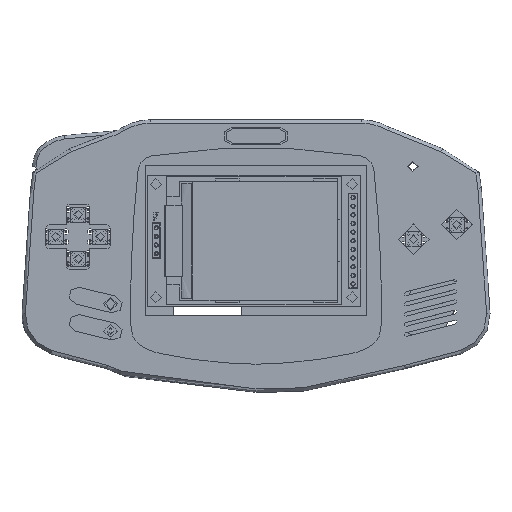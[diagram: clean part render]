
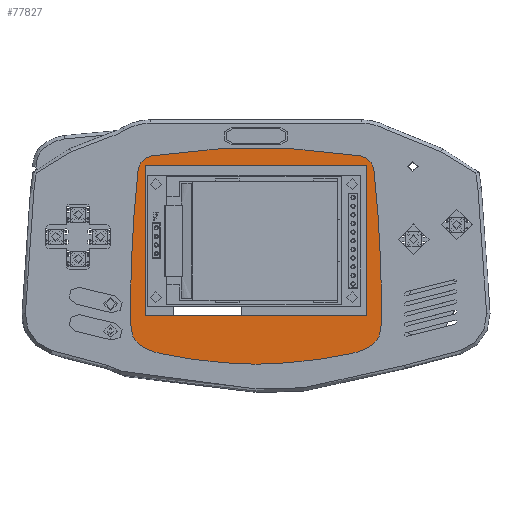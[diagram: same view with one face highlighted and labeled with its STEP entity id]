
A CAD part, top view. The second image highlights one B-rep face of the part: STEP entity #77827.
In plain terms, the highlighted planar face has unit normal (0, 0, 1).
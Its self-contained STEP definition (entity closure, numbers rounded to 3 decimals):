
#2750=FACE_BOUND('',#11454,.T.);
#3673=PLANE('',#82994);
#6896=FACE_OUTER_BOUND('',#11453,.T.);
#11453=EDGE_LOOP('',(#57486,#57487,#57488,#57489,#57490,#57491,#57492,#57493,
#57494,#57495,#57496,#57497,#57498));
#11454=EDGE_LOOP('',(#57499,#57500,#57501,#57502));
#15729=CIRCLE('',#82079,18.261);
#15731=CIRCLE('',#82082,7.24);
#15733=CIRCLE('',#82085,4.905);
#15736=CIRCLE('',#82090,26.555);
#15748=CIRCLE('',#82113,391.958);
#15849=CIRCLE('',#82397,141.829);
#15851=CIRCLE('',#82400,18.261);
#15853=CIRCLE('',#82403,7.24);
#15855=CIRCLE('',#82406,26.555);
#15857=CIRCLE('',#82409,391.958);
#15859=CIRCLE('',#82412,4.905);
#16043=CIRCLE('',#82993,196.782);
#16044=CIRCLE('',#82995,141.829);
#18324=LINE('',#111947,#26177);
#18712=LINE('',#114752,#26565);
#19566=LINE('',#119807,#27419);
#19567=LINE('',#119808,#27420);
#26177=VECTOR('',#89423,10.);
#26565=VECTOR('',#90447,10.);
#27419=VECTOR('',#92501,10.);
#27420=VECTOR('',#92502,10.);
#34833=VERTEX_POINT('',#111945);
#34834=VERTEX_POINT('',#111946);
#34837=VERTEX_POINT('',#111954);
#34838=VERTEX_POINT('',#111955);
#34841=VERTEX_POINT('',#111963);
#34843=VERTEX_POINT('',#111969);
#34844=VERTEX_POINT('',#111970);
#34849=VERTEX_POINT('',#112080);
#35195=VERTEX_POINT('',#114750);
#35196=VERTEX_POINT('',#114751);
#35199=VERTEX_POINT('',#114759);
#35200=VERTEX_POINT('',#114760);
#35203=VERTEX_POINT('',#114768);
#35205=VERTEX_POINT('',#114774);
#35207=VERTEX_POINT('',#114780);
#35209=VERTEX_POINT('',#114786);
#35211=VERTEX_POINT('',#114792);
#42212=EDGE_CURVE('',#34833,#34834,#18324,.T.);
#42216=EDGE_CURVE('',#34837,#34838,#15729,.T.);
#42220=EDGE_CURVE('',#34841,#34837,#15731,.T.);
#42223=EDGE_CURVE('',#34843,#34844,#15733,.T.);
#42230=EDGE_CURVE('',#34849,#34841,#15736,.T.);
#42258=EDGE_CURVE('',#34844,#34849,#15748,.T.);
#42778=EDGE_CURVE('',#35195,#35196,#18712,.T.);
#42782=EDGE_CURVE('',#35199,#35200,#15849,.T.);
#42786=EDGE_CURVE('',#35200,#35203,#15851,.T.);
#42789=EDGE_CURVE('',#35203,#35205,#15853,.T.);
#42792=EDGE_CURVE('',#35205,#35207,#15855,.T.);
#42795=EDGE_CURVE('',#35207,#35209,#15857,.T.);
#42798=EDGE_CURVE('',#35209,#35211,#15859,.T.);
#43986=EDGE_CURVE('',#35211,#34843,#16043,.T.);
#43987=EDGE_CURVE('',#34838,#35199,#16044,.T.);
#43988=EDGE_CURVE('',#35196,#34833,#19566,.T.);
#43989=EDGE_CURVE('',#34834,#35195,#19567,.T.);
#57486=ORIENTED_EDGE('',*,*,#43986,.F.);
#57487=ORIENTED_EDGE('',*,*,#42798,.F.);
#57488=ORIENTED_EDGE('',*,*,#42795,.F.);
#57489=ORIENTED_EDGE('',*,*,#42792,.F.);
#57490=ORIENTED_EDGE('',*,*,#42789,.F.);
#57491=ORIENTED_EDGE('',*,*,#42786,.F.);
#57492=ORIENTED_EDGE('',*,*,#42782,.F.);
#57493=ORIENTED_EDGE('',*,*,#43987,.F.);
#57494=ORIENTED_EDGE('',*,*,#42216,.F.);
#57495=ORIENTED_EDGE('',*,*,#42220,.F.);
#57496=ORIENTED_EDGE('',*,*,#42230,.F.);
#57497=ORIENTED_EDGE('',*,*,#42258,.F.);
#57498=ORIENTED_EDGE('',*,*,#42223,.F.);
#57499=ORIENTED_EDGE('',*,*,#43988,.T.);
#57500=ORIENTED_EDGE('',*,*,#42212,.T.);
#57501=ORIENTED_EDGE('',*,*,#43989,.T.);
#57502=ORIENTED_EDGE('',*,*,#42778,.T.);
#77827=ADVANCED_FACE('',(#6896,#2750),#3673,.T.);
#82079=AXIS2_PLACEMENT_3D('',#111956,#89429,#89430);
#82082=AXIS2_PLACEMENT_3D('',#111964,#89437,#89438);
#82085=AXIS2_PLACEMENT_3D('',#111971,#89444,#89445);
#82090=AXIS2_PLACEMENT_3D('',#112081,#89456,#89457);
#82113=AXIS2_PLACEMENT_3D('',#112131,#89518,#89519);
#82397=AXIS2_PLACEMENT_3D('',#114761,#90453,#90454);
#82400=AXIS2_PLACEMENT_3D('',#114769,#90461,#90462);
#82403=AXIS2_PLACEMENT_3D('',#114775,#90468,#90469);
#82406=AXIS2_PLACEMENT_3D('',#114781,#90475,#90476);
#82409=AXIS2_PLACEMENT_3D('',#114787,#90482,#90483);
#82412=AXIS2_PLACEMENT_3D('',#114793,#90489,#90490);
#82993=AXIS2_PLACEMENT_3D('',#119804,#92495,#92496);
#82994=AXIS2_PLACEMENT_3D('',#119805,#92497,#92498);
#82995=AXIS2_PLACEMENT_3D('',#119806,#92499,#92500);
#89423=DIRECTION('',(0.,-1.,0.));
#89429=DIRECTION('center_axis',(0.,0.,-1.));
#89430=DIRECTION('ref_axis',(1.,0.,0.));
#89437=DIRECTION('center_axis',(0.,0.,-1.));
#89438=DIRECTION('ref_axis',(1.,0.,0.));
#89444=DIRECTION('center_axis',(0.,0.,-1.));
#89445=DIRECTION('ref_axis',(1.,0.,0.));
#89456=DIRECTION('center_axis',(0.,0.,-1.));
#89457=DIRECTION('ref_axis',(1.,0.,0.));
#89518=DIRECTION('center_axis',(0.,0.,-1.));
#89519=DIRECTION('ref_axis',(1.,0.,0.));
#90447=DIRECTION('',(0.,1.,0.));
#90453=DIRECTION('center_axis',(0.,0.,-1.));
#90454=DIRECTION('ref_axis',(1.,0.,0.));
#90461=DIRECTION('center_axis',(0.,0.,-1.));
#90462=DIRECTION('ref_axis',(1.,0.,0.));
#90468=DIRECTION('center_axis',(0.,0.,-1.));
#90469=DIRECTION('ref_axis',(1.,0.,0.));
#90475=DIRECTION('center_axis',(0.,0.,-1.));
#90476=DIRECTION('ref_axis',(1.,0.,0.));
#90482=DIRECTION('center_axis',(0.,0.,-1.));
#90483=DIRECTION('ref_axis',(1.,0.,0.));
#90489=DIRECTION('center_axis',(0.,0.,-1.));
#90490=DIRECTION('ref_axis',(1.,0.,0.));
#92495=DIRECTION('center_axis',(0.,0.,-1.));
#92496=DIRECTION('ref_axis',(1.,0.,0.));
#92497=DIRECTION('center_axis',(0.,0.,1.));
#92498=DIRECTION('ref_axis',(1.,0.,0.));
#92499=DIRECTION('center_axis',(0.,0.,-1.));
#92500=DIRECTION('ref_axis',(1.,0.,0.));
#92501=DIRECTION('',(1.,0.,0.));
#92502=DIRECTION('',(-1.,0.,0.));
#111945=CARTESIAN_POINT('',(33.2,24.354,-20.5));
#111946=CARTESIAN_POINT('',(33.2,-19.646,-20.5));
#111947=CARTESIAN_POINT('',(33.2,13.127,-20.5));
#111954=CARTESIAN_POINT('',(34.082,-28.939,-20.5));
#111955=CARTESIAN_POINT('',(28.473,-31.005,-20.5));
#111956=CARTESIAN_POINT('Origin',(25.051,-13.067,-20.5));
#111963=CARTESIAN_POINT('',(36.998,-25.471,-20.5));
#111964=CARTESIAN_POINT('Origin',(30.278,-22.779,-20.5));
#111969=CARTESIAN_POINT('',(31.347,27.076,-20.5));
#111970=CARTESIAN_POINT('',(35.271,23.32,-20.5));
#111971=CARTESIAN_POINT('Origin',(30.485,22.248,-20.5));
#112080=CARTESIAN_POINT('',(37.575,-19.1,-20.5));
#112081=CARTESIAN_POINT('Origin',(11.033,-19.906,-20.5));
#112131=CARTESIAN_POINT('Origin',(-354.382,-19.124,-20.5));
#114750=CARTESIAN_POINT('',(-31.8,-19.646,-20.5));
#114751=CARTESIAN_POINT('',(-31.8,24.354,-20.5));
#114752=CARTESIAN_POINT('',(-31.8,-8.873,-20.5));
#114759=CARTESIAN_POINT('',(0.7,-34.09,-20.5));
#114760=CARTESIAN_POINT('',(-27.073,-31.005,-20.5));
#114761=CARTESIAN_POINT('Origin',(2.398,107.728,-20.5));
#114768=CARTESIAN_POINT('',(-32.682,-28.939,-20.5));
#114769=CARTESIAN_POINT('Origin',(-23.651,-13.067,-20.5));
#114774=CARTESIAN_POINT('',(-35.598,-25.471,-20.5));
#114775=CARTESIAN_POINT('Origin',(-28.878,-22.779,-20.5));
#114780=CARTESIAN_POINT('',(-36.175,-19.1,-20.5));
#114781=CARTESIAN_POINT('Origin',(-9.633,-19.906,-20.5));
#114786=CARTESIAN_POINT('',(-33.871,23.32,-20.5));
#114787=CARTESIAN_POINT('Origin',(355.782,-19.124,-20.5));
#114792=CARTESIAN_POINT('',(-29.947,27.076,-20.5));
#114793=CARTESIAN_POINT('Origin',(-29.085,22.248,-20.5));
#119804=CARTESIAN_POINT('Origin',(0.7,-167.305,-20.5));
#119805=CARTESIAN_POINT('Origin',(0.7,1.9,-20.5));
#119806=CARTESIAN_POINT('Origin',(-0.998,107.728,-20.5));
#119807=CARTESIAN_POINT('',(-15.55,24.354,-20.5));
#119808=CARTESIAN_POINT('',(16.95,-19.646,-20.5));
